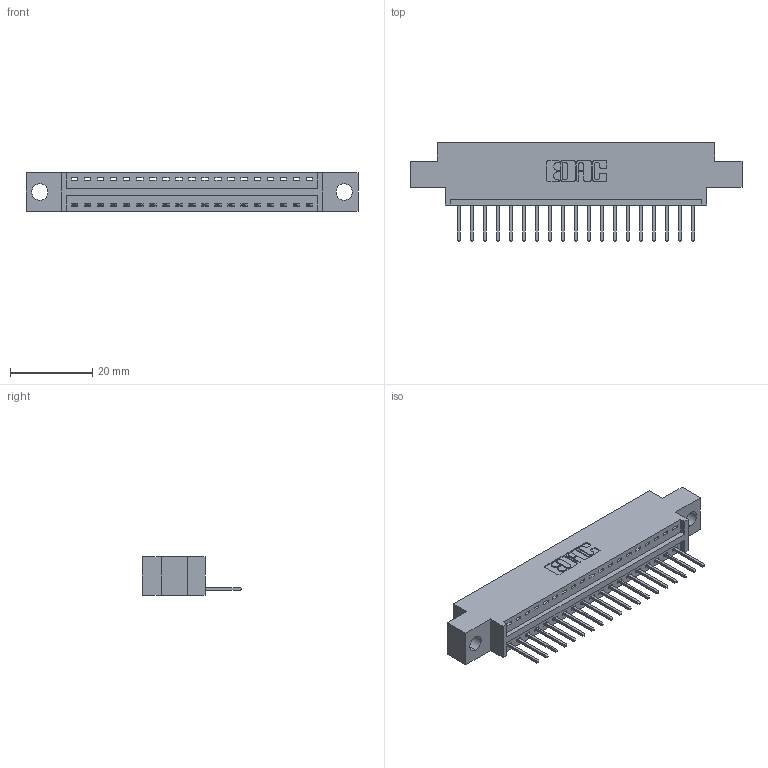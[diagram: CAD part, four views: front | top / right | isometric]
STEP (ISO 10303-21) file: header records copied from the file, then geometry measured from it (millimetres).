
FILE_DESCRIPTION (( 'STEP AP203' ), '1' );
FILE_NAME ('396-019-526-604.STEP', '2018-09-01T04:07:28', ( '' ), ( '' ), 'SwSTEP 2.0', 'SolidWorks 2016', '' );
FILE_SCHEMA (( 'CONFIG_CONTROL_DESIGN' ));
Length unit declared in the file: inch
Products named in the file (3): 346 Part_0.170 Offset - 0.156 Dia-TH; 345-292-001_345-293-126; 396-019-526-604
Assembly tree (20 placements, depth 2):
  396-019-526-604
    346 Part_0.170 Offset - 0.156 Dia-TH
    345-292-001_345-293-126  x19
Bounding box: 80.9 x 24.13 x 9.4 mm (x, y, z)
Volume: 7327.8 mm3; surface area: 8857.4 mm2
Topology: 20 solids, 20 shells, 1228 faces, 3685 edges, 2430 vertices
Faces by surface type: plane 840, cylinder 388
Entity records: 15041 total; most frequent: CARTESIAN_POINT 2593, ORIENTED_EDGE 2546, DIRECTION 2315, EDGE_CURVE 1273, LINE 1065, VECTOR 1065, VERTEX_POINT 846, AXIS2_PLACEMENT_3D 625
